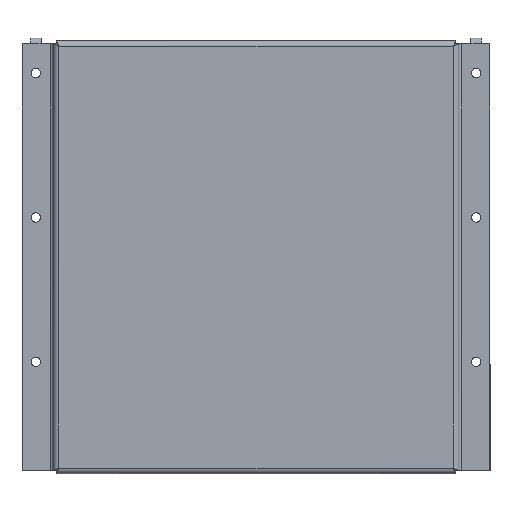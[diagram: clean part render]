
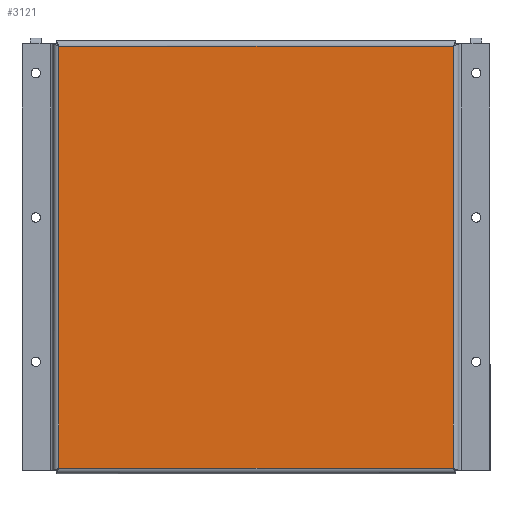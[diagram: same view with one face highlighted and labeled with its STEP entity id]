
A CAD part, front view. The second image highlights one B-rep face of the part: STEP entity #3121.
In plain terms, the highlighted planar face has unit normal (0, -1, 0).
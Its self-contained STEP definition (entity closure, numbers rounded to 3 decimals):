
#43 = CARTESIAN_POINT ( 'NONE',  ( 0., 0., 0. ) ) ;
#58 = EDGE_CURVE ( 'NONE', #1889, #2326, #2036, .T. ) ;
#160 = FACE_OUTER_BOUND ( 'NONE', #316, .T. ) ;
#179 = VECTOR ( 'NONE', #2096, 1000. ) ;
#316 = EDGE_LOOP ( 'NONE', ( #825, #2751, #1387, #1714 ) ) ;
#405 = DIRECTION ( 'NONE',  ( 0., -1., 0. ) ) ;
#511 = EDGE_CURVE ( 'NONE', #2326, #559, #2825, .T. ) ;
#559 = VERTEX_POINT ( 'NONE', #1138 ) ;
#573 = VECTOR ( 'NONE', #703, 1000. ) ;
#703 = DIRECTION ( 'NONE',  ( 0., 0., -1. ) ) ;
#825 = ORIENTED_EDGE ( 'NONE', *, *, #511, .F. ) ;
#876 = CARTESIAN_POINT ( 'NONE',  ( 277., 0., 0. ) ) ;
#906 = VERTEX_POINT ( 'NONE', #974 ) ;
#949 = LINE ( 'NONE', #1957, #573 ) ;
#974 = CARTESIAN_POINT ( 'NONE',  ( 4., 0., 292. ) ) ;
#1138 = CARTESIAN_POINT ( 'NONE',  ( 4., 0., 0. ) ) ;
#1205 = CARTESIAN_POINT ( 'NONE',  ( 0., 0., 292. ) ) ;
#1282 = CARTESIAN_POINT ( 'NONE',  ( 277., 0., 292. ) ) ;
#1387 = ORIENTED_EDGE ( 'NONE', *, *, #2076, .T. ) ;
#1576 = CARTESIAN_POINT ( 'NONE',  ( 277., 0., 292. ) ) ;
#1671 = CARTESIAN_POINT ( 'NONE',  ( 0., 0., 292. ) ) ;
#1714 = ORIENTED_EDGE ( 'NONE', *, *, #2038, .T. ) ;
#1721 = PLANE ( 'NONE',  #2729 ) ;
#1805 = VECTOR ( 'NONE', #2754, 1000. ) ;
#1889 = VERTEX_POINT ( 'NONE', #1576 ) ;
#1957 = CARTESIAN_POINT ( 'NONE',  ( 4., 0., 292. ) ) ;
#2036 = LINE ( 'NONE', #1282, #2486 ) ;
#2038 = EDGE_CURVE ( 'NONE', #906, #559, #949, .T. ) ;
#2076 = EDGE_CURVE ( 'NONE', #1889, #906, #2190, .T. ) ;
#2096 = DIRECTION ( 'NONE',  ( -1., 0., 0. ) ) ;
#2190 = LINE ( 'NONE', #1205, #1805 ) ;
#2326 = VERTEX_POINT ( 'NONE', #876 ) ;
#2486 = VECTOR ( 'NONE', #2509, 1000. ) ;
#2509 = DIRECTION ( 'NONE',  ( 0., 0., -1. ) ) ;
#2729 = AXIS2_PLACEMENT_3D ( 'NONE', #1671, #405, #2920 ) ;
#2751 = ORIENTED_EDGE ( 'NONE', *, *, #58, .F. ) ;
#2754 = DIRECTION ( 'NONE',  ( -1., 0., 0. ) ) ;
#2825 = LINE ( 'NONE', #43, #179 ) ;
#2920 = DIRECTION ( 'NONE',  ( 0., 0., -1. ) ) ;
#3121 = ADVANCED_FACE ( 'NONE', ( #160 ), #1721, .T. ) ;
